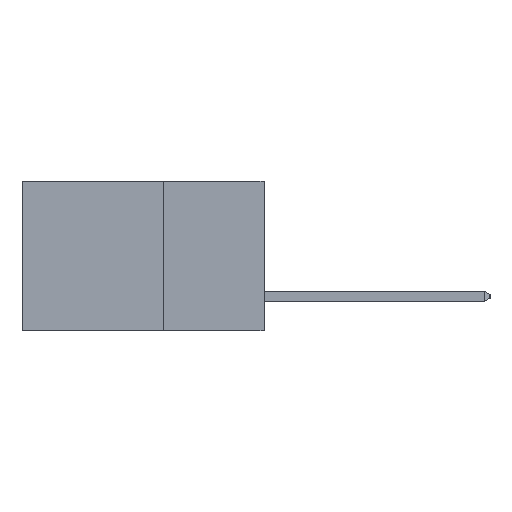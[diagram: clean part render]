
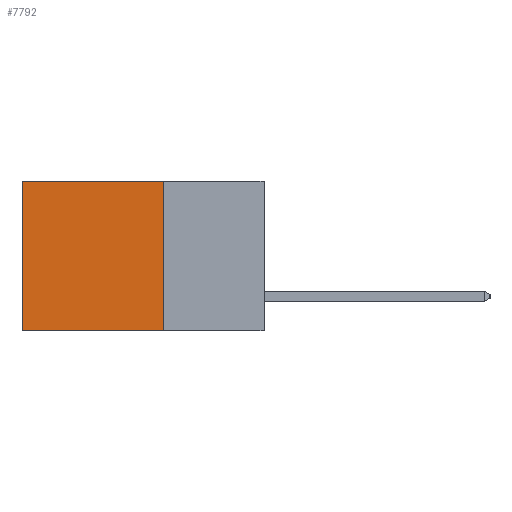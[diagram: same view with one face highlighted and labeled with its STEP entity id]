
A CAD part, left-side view. The second image highlights one B-rep face of the part: STEP entity #7792.
In plain terms, the highlighted planar face has unit normal (-1, 0, 0).
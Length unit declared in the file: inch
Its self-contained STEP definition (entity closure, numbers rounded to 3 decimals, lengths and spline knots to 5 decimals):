
#174 = VERTEX_POINT ( 'NONE', #11414 ) ;
#408 = VECTOR ( 'NONE', #10195, 39.37008 ) ;
#540 = CARTESIAN_POINT ( 'NONE',  ( 0.2615, 0.25, -0.37 ) ) ;
#552 = DIRECTION ( 'NONE',  ( 0., 0., -1. ) ) ;
#711 = CARTESIAN_POINT ( 'NONE',  ( 0.2615, 0.25, -0.37 ) ) ;
#740 = EDGE_CURVE ( 'NONE', #10692, #11451, #13638, .T. ) ;
#1040 = DIRECTION ( 'NONE',  ( 0., 1., 0. ) ) ;
#1101 = EDGE_CURVE ( 'NONE', #174, #10692, #2455, .T. ) ;
#2056 = VECTOR ( 'NONE', #552, 39.37008 ) ;
#2455 = LINE ( 'NONE', #540, #2056 ) ;
#2897 = PLANE ( 'NONE',  #4271 ) ;
#3851 = VERTEX_POINT ( 'NONE', #13726 ) ;
#4112 = FACE_OUTER_BOUND ( 'NONE', #5249, .T. ) ;
#4271 = AXIS2_PLACEMENT_3D ( 'NONE', #13170, #12193, #4991 ) ;
#4286 = ORIENTED_EDGE ( 'NONE', *, *, #12961, .T. ) ;
#4612 = EDGE_CURVE ( 'NONE', #174, #3851, #5850, .T. ) ;
#4991 = DIRECTION ( 'NONE',  ( 0., 0., -1. ) ) ;
#5145 = CARTESIAN_POINT ( 'NONE',  ( 0.2615, 0.6, -0.37 ) ) ;
#5249 = EDGE_LOOP ( 'NONE', ( #4286, #5400, #13112, #7372 ) ) ;
#5400 = ORIENTED_EDGE ( 'NONE', *, *, #740, .F. ) ;
#5850 = LINE ( 'NONE', #7684, #8333 ) ;
#6078 = CARTESIAN_POINT ( 'NONE',  ( 0.2615, 0.6, -0.37 ) ) ;
#7372 = ORIENTED_EDGE ( 'NONE', *, *, #4612, .T. ) ;
#7684 = CARTESIAN_POINT ( 'NONE',  ( 0.2615, 0.25, 0. ) ) ;
#7792 = ADVANCED_FACE ( 'NONE', ( #4112 ), #2897, .F. ) ;
#8068 = CARTESIAN_POINT ( 'NONE',  ( 0.2615, 0.25, -0.37 ) ) ;
#8333 = VECTOR ( 'NONE', #1040, 39.37008 ) ;
#9260 = LINE ( 'NONE', #6078, #408 ) ;
#10195 = DIRECTION ( 'NONE',  ( 0., 0., -1. ) ) ;
#10692 = VERTEX_POINT ( 'NONE', #711 ) ;
#10971 = DIRECTION ( 'NONE',  ( 0., 1., 0. ) ) ;
#10997 = VECTOR ( 'NONE', #10971, 39.37008 ) ;
#11414 = CARTESIAN_POINT ( 'NONE',  ( 0.2615, 0.25, 0. ) ) ;
#11451 = VERTEX_POINT ( 'NONE', #5145 ) ;
#12193 = DIRECTION ( 'NONE',  ( 1., 0., 0. ) ) ;
#12961 = EDGE_CURVE ( 'NONE', #3851, #11451, #9260, .T. ) ;
#13112 = ORIENTED_EDGE ( 'NONE', *, *, #1101, .F. ) ;
#13170 = CARTESIAN_POINT ( 'NONE',  ( 0.2615, 0.25, -0.37 ) ) ;
#13638 = LINE ( 'NONE', #8068, #10997 ) ;
#13726 = CARTESIAN_POINT ( 'NONE',  ( 0.2615, 0.6, 0. ) ) ;
